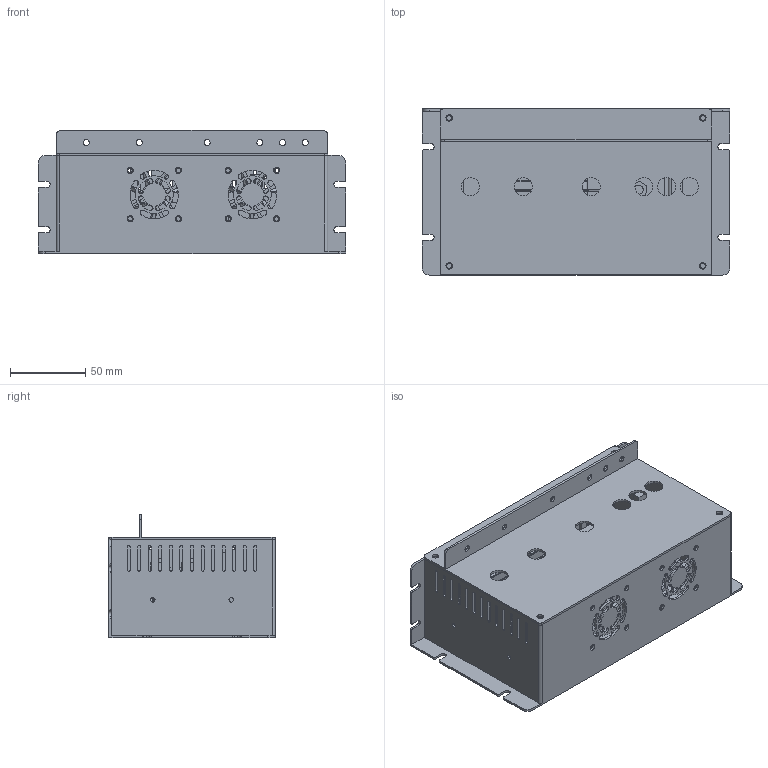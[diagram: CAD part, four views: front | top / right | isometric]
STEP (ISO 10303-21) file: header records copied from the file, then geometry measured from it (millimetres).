
FILE_DESCRIPTION (( 'STEP AP203' ), '1' );
FILE_NAME ('鼎萇炵苀.STEP', '2023-02-15T08:26:43', ( 'PS' ), ( '' ), 'SwSTEP 2.0', 'SolidWorks 2018', '' );
FILE_SCHEMA (( 'CONFIG_CONTROL_DESIGN' ));
Length unit declared in the file: millimetre
Products named in the file (1): 鼎萇炵苀
Bounding box: 204 x 110 x 81.5 mm (x, y, z)
Volume: 344427 mm3; surface area: 238161 mm2
Topology: 23 solids, 23 shells, 1253 faces, 3709 edges, 2527 vertices
Faces by surface type: cylinder 620, plane 505, bspline 84, cone 28, torus 12, sphere 4
Entity records: 48712 total; most frequent: CARTESIAN_POINT 14042, ORIENTED_EDGE 7410, DIRECTION 7016, EDGE_CURVE 3705, VERTEX_POINT 2527, AXIS2_PLACEMENT_3D 2476, VECTOR 2064, LINE 2064
